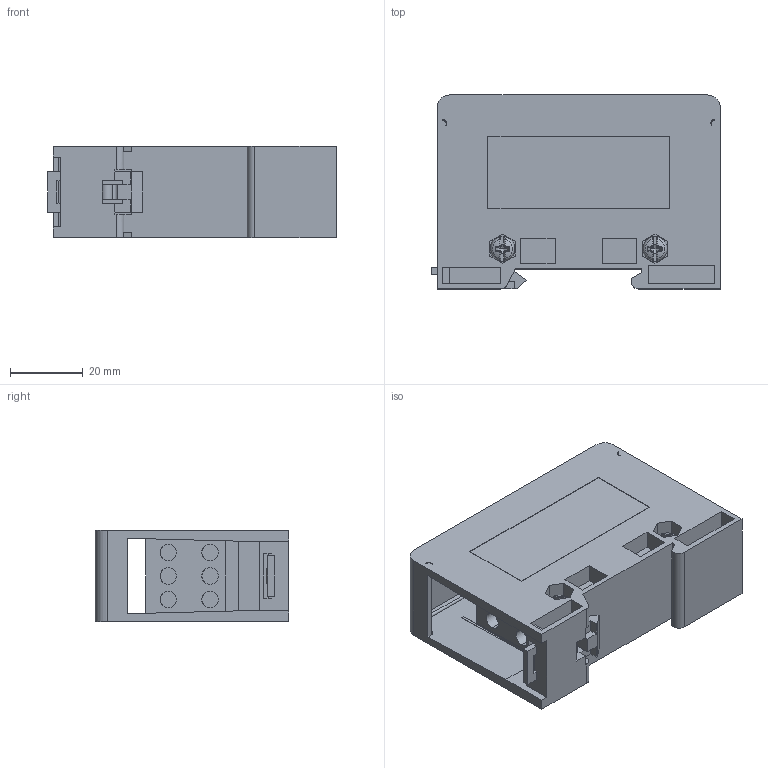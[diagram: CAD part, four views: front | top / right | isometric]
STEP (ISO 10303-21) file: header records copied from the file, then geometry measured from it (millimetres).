
FILE_DESCRIPTION((''),'2;1');
FILE_NAME('UJFX1-35_6_6TF','2022-07-20T',('ASUS'),(''),'PRO/ENGINEER BY PARAMETRIC TECHNOLOGY CORPORATION, 2013230','PRO/ENGINEER BY PARAMETRIC TECHNOLOGY CORPORATION, 2013230','');
FILE_SCHEMA(('CONFIG_CONTROL_DESIGN'));
Length unit declared in the file: millimetre
Products named in the file (1): UJFX1-35_6_6TF
Bounding box: 79.5 x 53.4 x 25.2 mm (x, y, z)
Volume: 46454.5 mm3; surface area: 37332.2 mm2
Topology: 1 solids, 11 shells, 618 faces, 1775 edges, 1175 vertices
Faces by surface type: plane 308, cylinder 176, bspline 60, cone 42, torus 24, sphere 4, extrusion 4
Entity records: 30750 total; most frequent: CARTESIAN_POINT 15259, ORIENTED_EDGE 3542, DIRECTION 2730, EDGE_CURVE 1771, VERTEX_POINT 1175, VECTOR 1006, LINE 1002, AXIS2_PLACEMENT_3D 862
